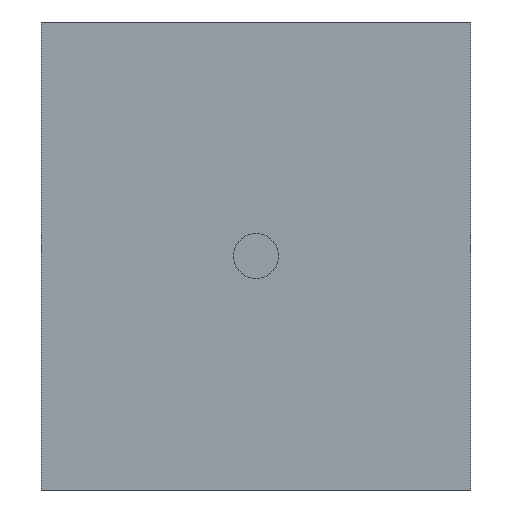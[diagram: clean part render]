
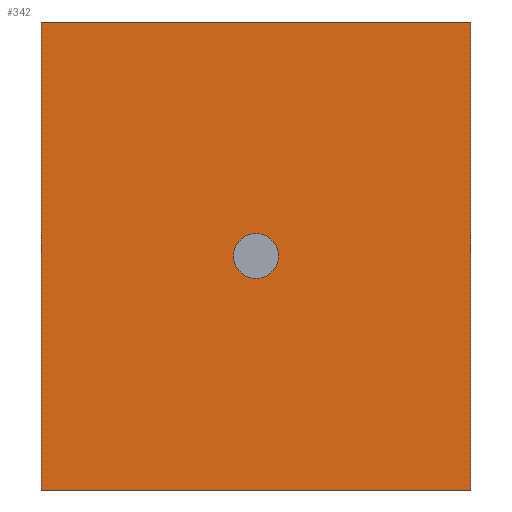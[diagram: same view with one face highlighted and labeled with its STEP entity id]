
A CAD part, left-side view. The second image highlights one B-rep face of the part: STEP entity #342.
In plain terms, the highlighted planar face has unit normal (-1, 0, 0).
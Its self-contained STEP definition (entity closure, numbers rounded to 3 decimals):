
#2 = DIRECTION ( 'NONE',  ( 0., 0., -1. ) ) ;
#3 = CARTESIAN_POINT ( 'NONE',  ( -11.11, 0., 0. ) ) ;
#8 = VECTOR ( 'NONE', #2, 1000. ) ;
#14 = LINE ( 'NONE', #130, #8 ) ;
#15 = VECTOR ( 'NONE', #174, 1000. ) ;
#16 = LINE ( 'NONE', #173, #15 ) ;
#27 = EDGE_LOOP ( 'NONE', ( #30, #233 ) ) ;
#28 = EDGE_LOOP ( 'NONE', ( #234, #245, #235, #221 ) ) ;
#30 = ORIENTED_EDGE ( 'NONE', *, *, #176, .T. ) ;
#46 = EDGE_CURVE ( 'NONE', #250, #261, #16, .T. ) ;
#50 = EDGE_CURVE ( 'NONE', #251, #261, #14, .T. ) ;
#55 = CARTESIAN_POINT ( 'NONE',  ( -11.11, -4.365, 4.76 ) ) ;
#56 = DIRECTION ( 'NONE',  ( 0., -1., 0. ) ) ;
#58 = DIRECTION ( 'NONE',  ( 0., 0., -1. ) ) ;
#85 = EDGE_CURVE ( 'NONE', #256, #250, #287, .T. ) ;
#89 = AXIS2_PLACEMENT_3D ( 'NONE', #148, #145, #169 ) ;
#90 = AXIS2_PLACEMENT_3D ( 'NONE', #108, #109, #110 ) ;
#100 = CARTESIAN_POINT ( 'NONE',  ( -11.11, -4.365, 4.76 ) ) ;
#108 = CARTESIAN_POINT ( 'NONE',  ( -11.11, 0., 0. ) ) ;
#109 = DIRECTION ( 'NONE',  ( 1., 0., 0. ) ) ;
#110 = DIRECTION ( 'NONE',  ( 0., 0., -1. ) ) ;
#130 = CARTESIAN_POINT ( 'NONE',  ( -11.11, -4.365, 4.76 ) ) ;
#145 = DIRECTION ( 'NONE',  ( 1., 0., 0. ) ) ;
#148 = CARTESIAN_POINT ( 'NONE',  ( -11.11, -4.365, 4.76 ) ) ;
#150 = PLANE ( 'NONE',  #89 ) ;
#169 = DIRECTION ( 'NONE',  ( 0., 0., -1. ) ) ;
#173 = CARTESIAN_POINT ( 'NONE',  ( -11.11, -4.365, -4.76 ) ) ;
#174 = DIRECTION ( 'NONE',  ( 0., -1., 0. ) ) ;
#176 = EDGE_CURVE ( 'NONE', #259, #252, #304, .T. ) ;
#197 = EDGE_CURVE ( 'NONE', #256, #251, #272, .T. ) ;
#206 = CARTESIAN_POINT ( 'NONE',  ( -11.11, 4.365, 4.76 ) ) ;
#207 = CARTESIAN_POINT ( 'NONE',  ( -11.11, 4.365, -4.76 ) ) ;
#208 = CARTESIAN_POINT ( 'NONE',  ( -11.11, 0., 0.457 ) ) ;
#210 = CARTESIAN_POINT ( 'NONE',  ( -11.11, -4.365, -4.76 ) ) ;
#213 = CARTESIAN_POINT ( 'NONE',  ( -11.11, 0., -0.457 ) ) ;
#221 = ORIENTED_EDGE ( 'NONE', *, *, #85, .T. ) ;
#233 = ORIENTED_EDGE ( 'NONE', *, *, #362, .T. ) ;
#234 = ORIENTED_EDGE ( 'NONE', *, *, #46, .T. ) ;
#235 = ORIENTED_EDGE ( 'NONE', *, *, #197, .F. ) ;
#245 = ORIENTED_EDGE ( 'NONE', *, *, #50, .F. ) ;
#250 = VERTEX_POINT ( 'NONE', #207 ) ;
#251 = VERTEX_POINT ( 'NONE', #100 ) ;
#252 = VERTEX_POINT ( 'NONE', #208 ) ;
#256 = VERTEX_POINT ( 'NONE', #206 ) ;
#259 = VERTEX_POINT ( 'NONE', #213 ) ;
#261 = VERTEX_POINT ( 'NONE', #210 ) ;
#272 = LINE ( 'NONE', #55, #282 ) ;
#280 = CIRCLE ( 'NONE', #90, 0.457 ) ;
#282 = VECTOR ( 'NONE', #56, 1000. ) ;
#283 = VECTOR ( 'NONE', #354, 1000. ) ;
#287 = LINE ( 'NONE', #357, #283 ) ;
#293 = FACE_OUTER_BOUND ( 'NONE', #28, .T. ) ;
#297 = FACE_BOUND ( 'NONE', #27, .T. ) ;
#304 = CIRCLE ( 'NONE', #328, 0.457 ) ;
#328 = AXIS2_PLACEMENT_3D ( 'NONE', #3, #347, #58 ) ;
#342 = ADVANCED_FACE ( 'NONE', ( #297, #293 ), #150, .F. ) ;
#347 = DIRECTION ( 'NONE',  ( 1., 0., 0. ) ) ;
#354 = DIRECTION ( 'NONE',  ( 0., 0., -1. ) ) ;
#357 = CARTESIAN_POINT ( 'NONE',  ( -11.11, 4.365, 4.76 ) ) ;
#362 = EDGE_CURVE ( 'NONE', #252, #259, #280, .T. ) ;
